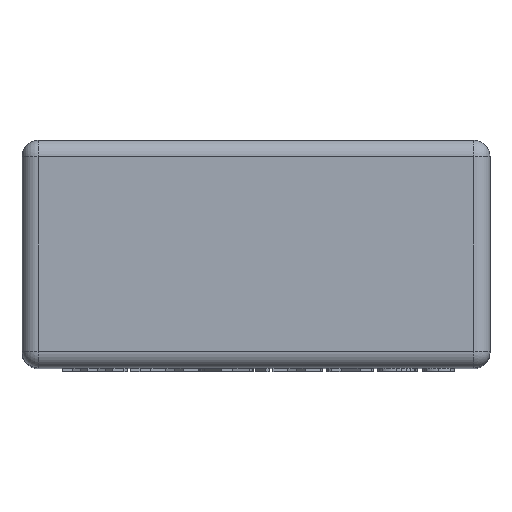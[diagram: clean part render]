
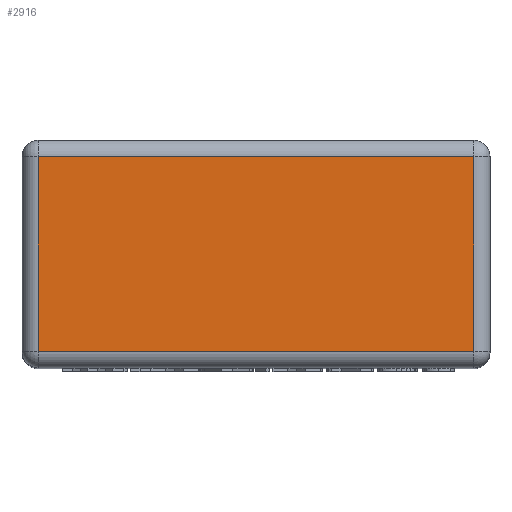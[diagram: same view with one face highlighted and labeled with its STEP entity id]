
A CAD part, top view. The second image highlights one B-rep face of the part: STEP entity #2916.
In plain terms, the highlighted planar face has unit normal (0, 0, 1).
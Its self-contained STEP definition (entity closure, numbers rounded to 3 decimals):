
#193 = VERTEX_POINT('',#194);
#194 = CARTESIAN_POINT('',(-3.35,1.5,8.5));
#201 = EDGE_CURVE('',#193,#202,#204,.T.);
#202 = VERTEX_POINT('',#203);
#203 = CARTESIAN_POINT('',(-3.35,-1.5,8.5));
#204 = LINE('',#205,#206);
#205 = CARTESIAN_POINT('',(-3.35,1.75,8.5));
#206 = VECTOR('',#207,1.);
#207 = DIRECTION('',(0.,-1.,0.));
#2916 = ADVANCED_FACE('',(#2917),#2942,.T.);
#2917 = FACE_BOUND('',#2918,.T.);
#2918 = EDGE_LOOP('',(#2919,#2927,#2935,#2941));
#2919 = ORIENTED_EDGE('',*,*,#2920,.T.);
#2920 = EDGE_CURVE('',#202,#2921,#2923,.T.);
#2921 = VERTEX_POINT('',#2922);
#2922 = CARTESIAN_POINT('',(3.35,-1.5,8.5));
#2923 = LINE('',#2924,#2925);
#2924 = CARTESIAN_POINT('',(-3.6,-1.5,8.5));
#2925 = VECTOR('',#2926,1.);
#2926 = DIRECTION('',(1.,0.,0.));
#2927 = ORIENTED_EDGE('',*,*,#2928,.F.);
#2928 = EDGE_CURVE('',#2929,#2921,#2931,.T.);
#2929 = VERTEX_POINT('',#2930);
#2930 = CARTESIAN_POINT('',(3.35,1.5,8.5));
#2931 = LINE('',#2932,#2933);
#2932 = CARTESIAN_POINT('',(3.35,1.75,8.5));
#2933 = VECTOR('',#2934,1.);
#2934 = DIRECTION('',(0.,-1.,0.));
#2935 = ORIENTED_EDGE('',*,*,#2936,.F.);
#2936 = EDGE_CURVE('',#193,#2929,#2937,.T.);
#2937 = LINE('',#2938,#2939);
#2938 = CARTESIAN_POINT('',(-3.6,1.5,8.5));
#2939 = VECTOR('',#2940,1.);
#2940 = DIRECTION('',(1.,0.,0.));
#2941 = ORIENTED_EDGE('',*,*,#201,.T.);
#2942 = PLANE('',#2943);
#2943 = AXIS2_PLACEMENT_3D('',#2944,#2945,#2946);
#2944 = CARTESIAN_POINT('',(-3.6,1.75,8.5));
#2945 = DIRECTION('',(0.,0.,1.));
#2946 = DIRECTION('',(1.,0.,0.));
